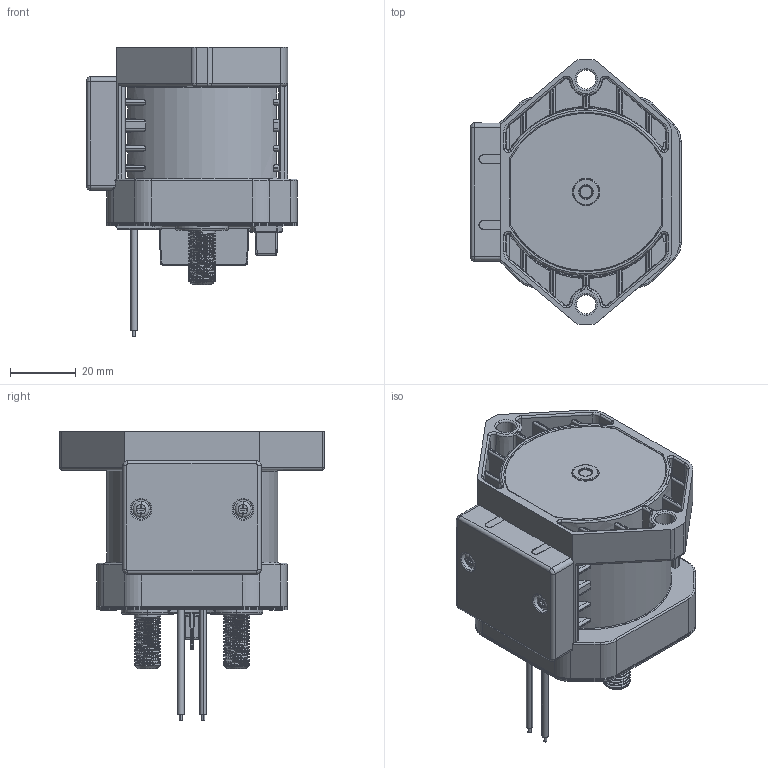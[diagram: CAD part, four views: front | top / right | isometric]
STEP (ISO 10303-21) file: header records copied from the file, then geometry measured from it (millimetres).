
FILE_DESCRIPTION((''),'2;1');
FILE_NAME('4_-EVD300E--0002_ASM','2024-04-13T15:38:33',('Fiona.Li'),(''),'CREO PARAMETRIC BY PTC INC, 2021063','CREO PARAMETRIC BY PTC INC, 2021063','');
FILE_SCHEMA(('CONFIG_CONTROL_DESIGN'));
Products named in the file (2): _4_-EVD300E--0002; 4_-EVD300E--0002_ASM
Assembly tree (1 placements, depth 2):
  4_-EVD300E--0002_ASM
    _4_-EVD300E--0002
Bounding box: 63.9 x 80.5 x 88.08 mm (x, y, z)
Volume: 930.4 mm3; surface area: 41026.2 mm2
Topology: 1 solids, 87 shells, 1057 faces, 3871 edges, 2799 vertices
Faces by surface type: cylinder 413, plane 386, torus 142, cone 61, bspline 36, extrusion 11, sphere 8
Entity records: 50627 total; most frequent: CARTESIAN_POINT 20113, ORIENTED_EDGE 5877, DIRECTION 5829, EDGE_CURVE 3861, VERTEX_POINT 2799, AXIS2_PLACEMENT_3D 2027, VECTOR 1775, LINE 1764
